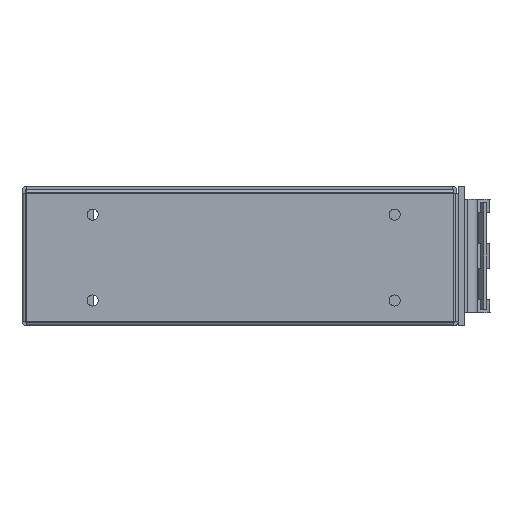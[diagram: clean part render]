
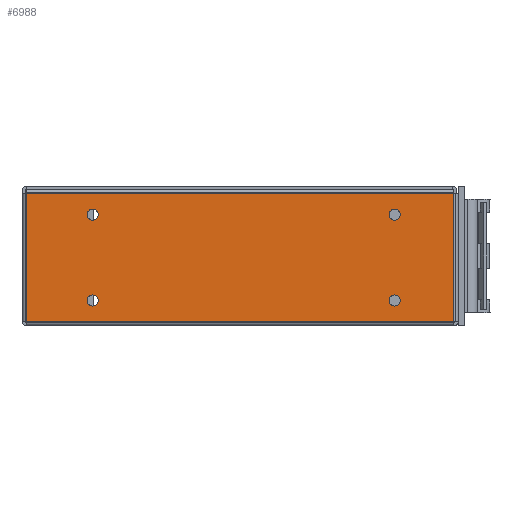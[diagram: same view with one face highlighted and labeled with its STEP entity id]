
A CAD part, left-side view. The second image highlights one B-rep face of the part: STEP entity #6988.
In plain terms, the highlighted planar face has unit normal (-1, 0, 0).
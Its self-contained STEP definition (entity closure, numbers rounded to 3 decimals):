
#111=FACE_BOUND('',#898,.T.);
#112=FACE_BOUND('',#899,.T.);
#113=FACE_BOUND('',#900,.T.);
#114=FACE_BOUND('',#901,.T.);
#218=PLANE('',#7612);
#490=FACE_OUTER_BOUND('',#897,.T.);
#897=EDGE_LOOP('',(#5120,#5121,#5122,#5123));
#898=EDGE_LOOP('',(#5124,#5125));
#899=EDGE_LOOP('',(#5126,#5127));
#900=EDGE_LOOP('',(#5128,#5129));
#901=EDGE_LOOP('',(#5130,#5131));
#1429=LINE('',#10643,#2154);
#1440=LINE('',#10688,#2165);
#1452=LINE('',#10743,#2177);
#1460=LINE('',#10762,#2185);
#2154=VECTOR('',#8489,1.);
#2165=VECTOR('',#8532,1.);
#2177=VECTOR('',#8586,1.);
#2185=VECTOR('',#8606,1.);
#2851=CIRCLE('',#7613,1.75);
#2852=CIRCLE('',#7614,1.75);
#2853=CIRCLE('',#7615,1.75);
#2854=CIRCLE('',#7616,1.75);
#2855=CIRCLE('',#7617,1.75);
#2856=CIRCLE('',#7618,1.75);
#2857=CIRCLE('',#7619,1.75);
#2858=CIRCLE('',#7620,1.75);
#3231=VERTEX_POINT('',#10636);
#3234=VERTEX_POINT('',#10641);
#3252=VERTEX_POINT('',#10686);
#3274=VERTEX_POINT('',#10741);
#3280=VERTEX_POINT('',#10768);
#3281=VERTEX_POINT('',#10769);
#3282=VERTEX_POINT('',#10772);
#3283=VERTEX_POINT('',#10773);
#3284=VERTEX_POINT('',#10776);
#3285=VERTEX_POINT('',#10777);
#3286=VERTEX_POINT('',#10780);
#3287=VERTEX_POINT('',#10781);
#3961=EDGE_CURVE('',#3234,#3231,#1429,.T.);
#3983=EDGE_CURVE('',#3252,#3234,#1440,.T.);
#4011=EDGE_CURVE('',#3274,#3252,#1452,.T.);
#4022=EDGE_CURVE('',#3231,#3274,#1460,.T.);
#4026=EDGE_CURVE('',#3280,#3281,#2851,.T.);
#4027=EDGE_CURVE('',#3281,#3280,#2852,.T.);
#4028=EDGE_CURVE('',#3282,#3283,#2853,.T.);
#4029=EDGE_CURVE('',#3283,#3282,#2854,.T.);
#4030=EDGE_CURVE('',#3284,#3285,#2855,.T.);
#4031=EDGE_CURVE('',#3285,#3284,#2856,.T.);
#4032=EDGE_CURVE('',#3286,#3287,#2857,.T.);
#4033=EDGE_CURVE('',#3287,#3286,#2858,.T.);
#5120=ORIENTED_EDGE('',*,*,#3961,.F.);
#5121=ORIENTED_EDGE('',*,*,#3983,.F.);
#5122=ORIENTED_EDGE('',*,*,#4011,.F.);
#5123=ORIENTED_EDGE('',*,*,#4022,.F.);
#5124=ORIENTED_EDGE('',*,*,#4026,.T.);
#5125=ORIENTED_EDGE('',*,*,#4027,.T.);
#5126=ORIENTED_EDGE('',*,*,#4028,.T.);
#5127=ORIENTED_EDGE('',*,*,#4029,.T.);
#5128=ORIENTED_EDGE('',*,*,#4030,.T.);
#5129=ORIENTED_EDGE('',*,*,#4031,.T.);
#5130=ORIENTED_EDGE('',*,*,#4032,.T.);
#5131=ORIENTED_EDGE('',*,*,#4033,.T.);
#6988=ADVANCED_FACE('',(#490,#111,#112,#113,#114),#218,.T.);
#7612=AXIS2_PLACEMENT_3D('',#10767,#8614,#8615);
#7613=AXIS2_PLACEMENT_3D('',#10770,#8616,#8617);
#7614=AXIS2_PLACEMENT_3D('',#10771,#8618,#8619);
#7615=AXIS2_PLACEMENT_3D('',#10774,#8620,#8621);
#7616=AXIS2_PLACEMENT_3D('',#10775,#8622,#8623);
#7617=AXIS2_PLACEMENT_3D('',#10778,#8624,#8625);
#7618=AXIS2_PLACEMENT_3D('',#10779,#8626,#8627);
#7619=AXIS2_PLACEMENT_3D('',#10782,#8628,#8629);
#7620=AXIS2_PLACEMENT_3D('',#10783,#8630,#8631);
#8489=DIRECTION('',(0.,0.,-1.));
#8532=DIRECTION('',(0.,-1.,0.));
#8586=DIRECTION('',(0.,0.,1.));
#8606=DIRECTION('',(0.,1.,0.));
#8614=DIRECTION('center_axis',(-1.,0.,0.));
#8615=DIRECTION('ref_axis',(0.,-1.,0.));
#8616=DIRECTION('center_axis',(1.,0.,0.));
#8617=DIRECTION('ref_axis',(0.,0.,
-1.));
#8618=DIRECTION('center_axis',(1.,0.,0.));
#8619=DIRECTION('ref_axis',(0.,0.,
-1.));
#8620=DIRECTION('center_axis',(1.,0.,0.));
#8621=DIRECTION('ref_axis',(0.,0.,
-1.));
#8622=DIRECTION('center_axis',(1.,0.,0.));
#8623=DIRECTION('ref_axis',(0.,0.,
-1.));
#8624=DIRECTION('center_axis',(1.,0.,0.));
#8625=DIRECTION('ref_axis',(0.,0.,
-1.));
#8626=DIRECTION('center_axis',(1.,0.,0.));
#8627=DIRECTION('ref_axis',(0.,0.,
-1.));
#8628=DIRECTION('center_axis',(1.,0.,0.));
#8629=DIRECTION('ref_axis',(0.,0.,
-1.));
#8630=DIRECTION('center_axis',(1.,0.,0.));
#8631=DIRECTION('ref_axis',(0.,0.,
-1.));
#10636=CARTESIAN_POINT('',(13099.996,-198.51,-477.336));
#10641=CARTESIAN_POINT('',(13099.996,-198.51,-437.036));
#10643=CARTESIAN_POINT('',(13099.996,-198.51,-457.861));
#10686=CARTESIAN_POINT('',(13099.996,-63.96,-437.036));
#10688=CARTESIAN_POINT('',(13099.996,-63.96,-437.036));
#10741=CARTESIAN_POINT('',(13099.996,-63.96,-477.336));
#10743=CARTESIAN_POINT('',(13099.996,-63.96,-457.861));
#10762=CARTESIAN_POINT('',(13099.996,-131.91,-477.336));
#10767=CARTESIAN_POINT('Origin',(13099.996,-63.96,-478.686));
#10768=CARTESIAN_POINT('',(13099.996,-84.86,-472.436));
#10769=CARTESIAN_POINT('',(13099.996,-84.86,-468.936));
#10770=CARTESIAN_POINT('Origin',(13099.996,-84.86,-470.686));
#10771=CARTESIAN_POINT('Origin',(13099.996,-84.86,-470.686));
#10772=CARTESIAN_POINT('',(13099.996,-179.86,-472.436));
#10773=CARTESIAN_POINT('',(13099.996,-179.86,-468.936));
#10774=CARTESIAN_POINT('Origin',(13099.996,-179.86,-470.686));
#10775=CARTESIAN_POINT('Origin',(13099.996,-179.86,-470.686));
#10776=CARTESIAN_POINT('',(13099.996,-179.86,-445.436));
#10777=CARTESIAN_POINT('',(13099.996,-179.86,-441.936));
#10778=CARTESIAN_POINT('Origin',(13099.996,-179.86,-443.686));
#10779=CARTESIAN_POINT('Origin',(13099.996,-179.86,-443.686));
#10780=CARTESIAN_POINT('',(13099.996,-84.86,-445.436));
#10781=CARTESIAN_POINT('',(13099.996,-84.86,-441.936));
#10782=CARTESIAN_POINT('Origin',(13099.996,-84.86,-443.686));
#10783=CARTESIAN_POINT('Origin',(13099.996,-84.86,-443.686));
